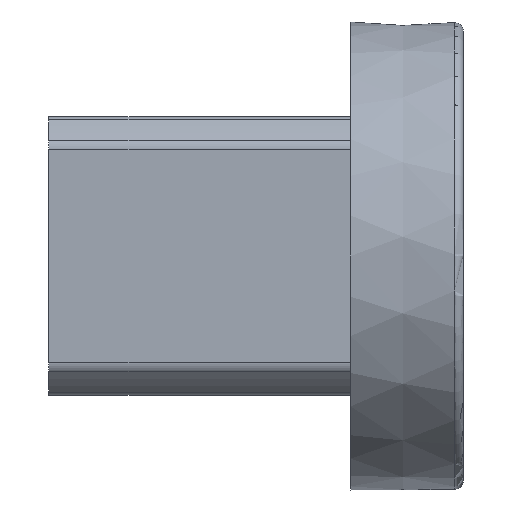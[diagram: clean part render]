
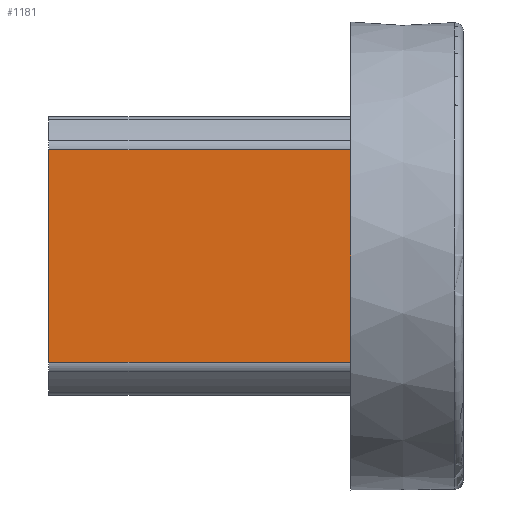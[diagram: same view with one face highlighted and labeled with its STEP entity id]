
A CAD part, left-side view. The second image highlights one B-rep face of the part: STEP entity #1181.
In plain terms, the highlighted planar face has unit normal (-1, 0, 0).
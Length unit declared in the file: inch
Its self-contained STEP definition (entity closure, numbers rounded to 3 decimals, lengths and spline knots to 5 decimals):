
#44=PLANE('',#1295);
#129=FACE_OUTER_BOUND('',#194,.T.);
#194=EDGE_LOOP('',(#871,#872,#873,#874));
#250=LINE('',#1839,#347);
#256=LINE('',#1920,#353);
#265=LINE('',#1947,#362);
#266=LINE('',#1948,#363);
#347=VECTOR('',#1444,0.18809);
#353=VECTOR('',#1478,0.26673);
#362=VECTOR('',#1507,0.18809);
#363=VECTOR('',#1508,0.26673);
#508=VERTEX_POINT('',#1836);
#509=VERTEX_POINT('',#1838);
#524=VERTEX_POINT('',#1917);
#532=VERTEX_POINT('',#1946);
#635=EDGE_CURVE('',#508,#509,#250,.T.);
#653=EDGE_CURVE('',#524,#509,#256,.T.);
#666=EDGE_CURVE('',#532,#524,#265,.T.);
#667=EDGE_CURVE('',#508,#532,#266,.T.);
#871=ORIENTED_EDGE('',*,*,#666,.T.);
#872=ORIENTED_EDGE('',*,*,#653,.T.);
#873=ORIENTED_EDGE('',*,*,#635,.F.);
#874=ORIENTED_EDGE('',*,*,#667,.T.);
#1181=ADVANCED_FACE('',(#129),#44,.T.);
#1295=AXIS2_PLACEMENT_3D('',#1945,#1505,#1506);
#1444=DIRECTION('',(0.,0.,-1.));
#1478=DIRECTION('',(0.,-1.,0.));
#1505=DIRECTION('center_axis',(-1.,0.,0.));
#1506=DIRECTION('ref_axis',(0.,0.,1.));
#1507=DIRECTION('',(0.,0.,-1.));
#1508=DIRECTION('',(0.,1.,0.));
#1836=CARTESIAN_POINT('',(-0.12306,0.09941,0.09404));
#1838=CARTESIAN_POINT('',(-0.12306,0.09941,-0.09404));
#1839=CARTESIAN_POINT('',(-0.12306,0.09941,0.09404));
#1917=CARTESIAN_POINT('',(-0.12306,0.36614,-0.09404));
#1920=CARTESIAN_POINT('',(-0.12306,0.36614,-0.09404));
#1945=CARTESIAN_POINT('Origin',(-0.12306,0.09941,-0.09827));
#1946=CARTESIAN_POINT('',(-0.12306,0.36614,0.09404));
#1947=CARTESIAN_POINT('',(-0.12306,0.36614,0.09404));
#1948=CARTESIAN_POINT('',(-0.12306,0.09941,0.09404));
